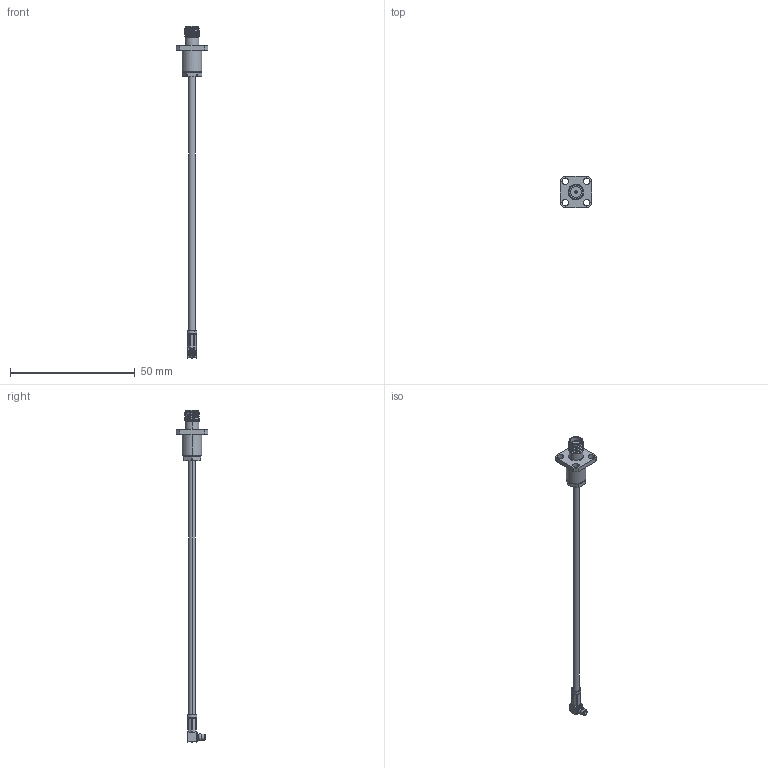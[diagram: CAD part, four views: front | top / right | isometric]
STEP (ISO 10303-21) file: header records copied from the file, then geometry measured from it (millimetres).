
FILE_DESCRIPTION (( 'STEP AP203' ), '1' );
FILE_NAME ('PE3C0064.step', '2018-09-18T22:45:32', ( '' ), ( '' ), 'SwSTEP 2.0', 'SolidWorks 2017', '' );
FILE_SCHEMA (( 'CONFIG_CONTROL_DESIGN' ));
Length unit declared in the file: inch
Products named in the file (4): PE3C0064; Coax Cable_LMR-100A; PE4898_Crimped; PE4034
Assembly tree (3 placements, depth 2):
  PE3C0064
    Coax Cable_LMR-100A
    PE4034
    PE4898_Crimped
Bounding box: 12.7 x 12.7 x 132.91 mm (x, y, z)
Volume: 1612.6 mm3; surface area: 2189.3 mm2
Topology: 6 solids, 6 shells, 207 faces, 506 edges, 322 vertices
Faces by surface type: cylinder 96, plane 60, cone 33, torus 9, bspline 7, sphere 2
Entity records: 8951 total; most frequent: CARTESIAN_POINT 3789, ORIENTED_EDGE 1004, DIRECTION 981, EDGE_CURVE 502, AXIS2_PLACEMENT_3D 402, VERTEX_POINT 320, EDGE_LOOP 232, ADVANCED_FACE 207
